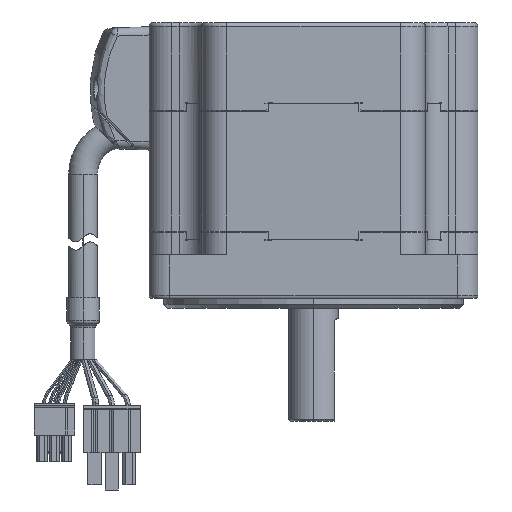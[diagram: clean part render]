
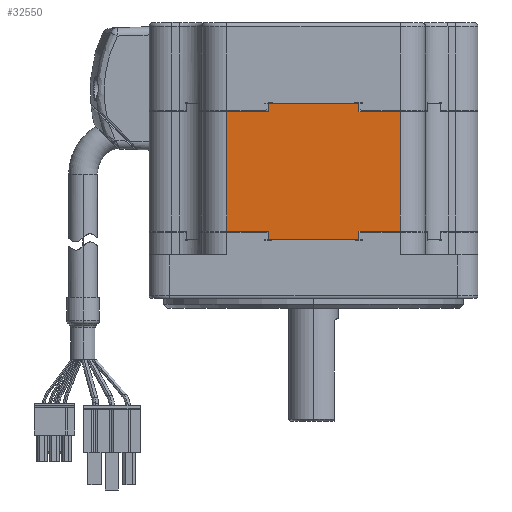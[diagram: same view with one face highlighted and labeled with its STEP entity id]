
A CAD part, front view. The second image highlights one B-rep face of the part: STEP entity #32550.
In plain terms, the highlighted planar face has unit normal (0, -1, 0).
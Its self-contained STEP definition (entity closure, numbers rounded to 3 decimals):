
#10471 = CARTESIAN_POINT ( 'NONE',  ( -11.057, -40., 31. ) ) ;
#10780 = VECTOR ( 'NONE', #11990, 1000. ) ;
#11990 = DIRECTION ( 'NONE',  ( 0., 0., 1. ) ) ;
#12474 = DIRECTION ( 'NONE',  ( 1., 0., 0. ) ) ;
#12475 = VECTOR ( 'NONE', #12474, 1000. ) ;
#12476 = CARTESIAN_POINT ( 'NONE',  ( 24.674, -40., 31. ) ) ;
#12477 = LINE ( 'NONE', #12476, #12475 ) ;
#12538 = DIRECTION ( 'NONE',  ( 0., 0., 1. ) ) ;
#12539 = VECTOR ( 'NONE', #12538, 1000. ) ;
#12541 = CARTESIAN_POINT ( 'NONE',  ( 21.121, -40., -17. ) ) ;
#12543 = LINE ( 'NONE', #12541, #12539 ) ;
#12551 = CARTESIAN_POINT ( 'NONE',  ( 21.121, -40., 31. ) ) ;
#12563 = CARTESIAN_POINT ( 'NONE',  ( 21.121, -40., 2. ) ) ;
#12598 = LINE ( 'NONE', #10471, #10780 ) ;
#12630 = CARTESIAN_POINT ( 'NONE',  ( 11.057, -40., 33. ) ) ;
#12632 = DIRECTION ( 'NONE',  ( 0., 0., -1. ) ) ;
#12633 = VECTOR ( 'NONE', #12632, 1000. ) ;
#12635 = CARTESIAN_POINT ( 'NONE',  ( 11.057, -40., 31. ) ) ;
#12637 = LINE ( 'NONE', #12635, #12633 ) ;
#12647 = CARTESIAN_POINT ( 'NONE',  ( 11.057, -40., 31. ) ) ;
#12723 = CARTESIAN_POINT ( 'NONE',  ( -21.121, -40., 31. ) ) ;
#12725 = DIRECTION ( 'NONE',  ( 0., 0., 1. ) ) ;
#12726 = VECTOR ( 'NONE', #12725, 1000. ) ;
#12727 = CARTESIAN_POINT ( 'NONE',  ( -21.121, -40., -17. ) ) ;
#12728 = LINE ( 'NONE', #12727, #12726 ) ;
#12734 = CARTESIAN_POINT ( 'NONE',  ( -11.057, -40., 33. ) ) ;
#12737 = CARTESIAN_POINT ( 'NONE',  ( -11.057, -40., 31. ) ) ;
#13172 = DIRECTION ( 'NONE',  ( 1., 0., 0. ) ) ;
#13174 = VECTOR ( 'NONE', #13172, 1000. ) ;
#13176 = CARTESIAN_POINT ( 'NONE',  ( 24.674, -40., 31. ) ) ;
#13178 = LINE ( 'NONE', #13176, #13174 ) ;
#13186 = CARTESIAN_POINT ( 'NONE',  ( -21.121, -40., 2. ) ) ;
#15645 = CARTESIAN_POINT ( 'NONE',  ( -11.057, -40., 2. ) ) ;
#15649 = DIRECTION ( 'NONE',  ( -1., 0., 0. ) ) ;
#15650 = VECTOR ( 'NONE', #15649, 1000. ) ;
#15652 = CARTESIAN_POINT ( 'NONE',  ( 24.674, -40., 2. ) ) ;
#15653 = LINE ( 'NONE', #15652, #15650 ) ;
#15753 = DIRECTION ( 'NONE',  ( 1., 0., 0. ) ) ;
#15755 = VECTOR ( 'NONE', #15753, 1000. ) ;
#15758 = CARTESIAN_POINT ( 'NONE',  ( -0.75, -40., 33. ) ) ;
#15759 = LINE ( 'NONE', #15758, #15755 ) ;
#15880 = DIRECTION ( 'NONE',  ( -1., 0., 0. ) ) ;
#15882 = VECTOR ( 'NONE', #15880, 1000. ) ;
#15883 = CARTESIAN_POINT ( 'NONE',  ( 24.674, -40., 2. ) ) ;
#15885 = LINE ( 'NONE', #15883, #15882 ) ;
#16020 = DIRECTION ( 'NONE',  ( 1., 0., 0. ) ) ;
#16023 = VECTOR ( 'NONE', #16020, 1000. ) ;
#16025 = CARTESIAN_POINT ( 'NONE',  ( 24.674, -40., 0. ) ) ;
#16027 = LINE ( 'NONE', #16025, #16023 ) ;
#16032 = CARTESIAN_POINT ( 'NONE',  ( -11.057, -40., 0. ) ) ;
#16034 = DIRECTION ( 'NONE',  ( 0., 0., 1. ) ) ;
#16036 = VECTOR ( 'NONE', #16034, 1000. ) ;
#16040 = CARTESIAN_POINT ( 'NONE',  ( -11.057, -40., 2. ) ) ;
#16041 = LINE ( 'NONE', #16040, #16036 ) ;
#16050 = DIRECTION ( 'NONE',  ( -1., 0., 0. ) ) ;
#16052 = DIRECTION ( 'NONE',  ( 0., 1., 0. ) ) ;
#16054 = CARTESIAN_POINT ( 'NONE',  ( 24.674, -40., 33. ) ) ;
#16055 = AXIS2_PLACEMENT_3D ( 'NONE', #16054, #16052, #16050 ) ;
#16058 = PLANE ( 'NONE',  #16055 ) ;
#16067 = FACE_OUTER_BOUND ( 'NONE', #32482, .T. ) ;
#26396 = DIRECTION ( 'NONE',  ( 0., 0., -1. ) ) ;
#26397 = VECTOR ( 'NONE', #26396, 1000. ) ;
#26398 = CARTESIAN_POINT ( 'NONE',  ( 11.057, -40., 2. ) ) ;
#26399 = LINE ( 'NONE', #26398, #26397 ) ;
#26442 = CARTESIAN_POINT ( 'NONE',  ( 11.057, -40., 0. ) ) ;
#26448 = CARTESIAN_POINT ( 'NONE',  ( 11.057, -40., 2. ) ) ;
#31109 = EDGE_CURVE ( 'NONE', #31114, #31118, #26399, .T. ) ;
#31114 = VERTEX_POINT ( 'NONE', #26448 ) ;
#31118 = VERTEX_POINT ( 'NONE', #26442 ) ;
#31585 = EDGE_CURVE ( 'NONE', #31623, #31620, #12477, .T. ) ;
#31595 = VERTEX_POINT ( 'NONE', #12563 ) ;
#31599 = VERTEX_POINT ( 'NONE', #12551 ) ;
#31601 = EDGE_CURVE ( 'NONE', #31595, #31599, #12543, .T. ) ;
#31606 = VERTEX_POINT ( 'NONE', #12647 ) ;
#31608 = EDGE_CURVE ( 'NONE', #31609, #31606, #12637, .T. ) ;
#31609 = VERTEX_POINT ( 'NONE', #12630 ) ;
#31619 = EDGE_CURVE ( 'NONE', #31620, #31621, #12598, .T. ) ;
#31620 = VERTEX_POINT ( 'NONE', #12737 ) ;
#31621 = VERTEX_POINT ( 'NONE', #12734 ) ;
#31622 = EDGE_CURVE ( 'NONE', #31733, #31623, #12728, .T. ) ;
#31623 = VERTEX_POINT ( 'NONE', #12723 ) ;
#31733 = VERTEX_POINT ( 'NONE', #13186 ) ;
#31738 = EDGE_CURVE ( 'NONE', #31606, #31599, #13178, .T. ) ;
#32470 = ORIENTED_EDGE ( 'NONE', *, *, #32471, .F. ) ;
#32471 = EDGE_CURVE ( 'NONE', #32472, #31733, #15653, .T. ) ;
#32472 = VERTEX_POINT ( 'NONE', #15645 ) ;
#32482 = EDGE_LOOP ( 'NONE', ( #32551, #32552, #32553, #32541, #32532, #32539, #32540, #32567, #32470, #32568, #32556, #32542 ) ) ;
#32490 = EDGE_CURVE ( 'NONE', #31621, #31609, #15759, .T. ) ;
#32532 = ORIENTED_EDGE ( 'NONE', *, *, #32490, .F. ) ;
#32538 = EDGE_CURVE ( 'NONE', #31595, #31114, #15885, .T. ) ;
#32539 = ORIENTED_EDGE ( 'NONE', *, *, #31619, .F. ) ;
#32540 = ORIENTED_EDGE ( 'NONE', *, *, #31585, .F. ) ;
#32541 = ORIENTED_EDGE ( 'NONE', *, *, #31608, .F. ) ;
#32542 = ORIENTED_EDGE ( 'NONE', *, *, #31109, .F. ) ;
#32550 = ADVANCED_FACE ( 'NONE', ( #16067 ), #16058, .F. ) ;
#32551 = ORIENTED_EDGE ( 'NONE', *, *, #32538, .F. ) ;
#32552 = ORIENTED_EDGE ( 'NONE', *, *, #31601, .T. ) ;
#32553 = ORIENTED_EDGE ( 'NONE', *, *, #31738, .F. ) ;
#32554 = EDGE_CURVE ( 'NONE', #32555, #32472, #16041, .T. ) ;
#32555 = VERTEX_POINT ( 'NONE', #16032 ) ;
#32556 = ORIENTED_EDGE ( 'NONE', *, *, #32557, .T. ) ;
#32557 = EDGE_CURVE ( 'NONE', #32555, #31118, #16027, .T. ) ;
#32567 = ORIENTED_EDGE ( 'NONE', *, *, #31622, .F. ) ;
#32568 = ORIENTED_EDGE ( 'NONE', *, *, #32554, .F. ) ;
